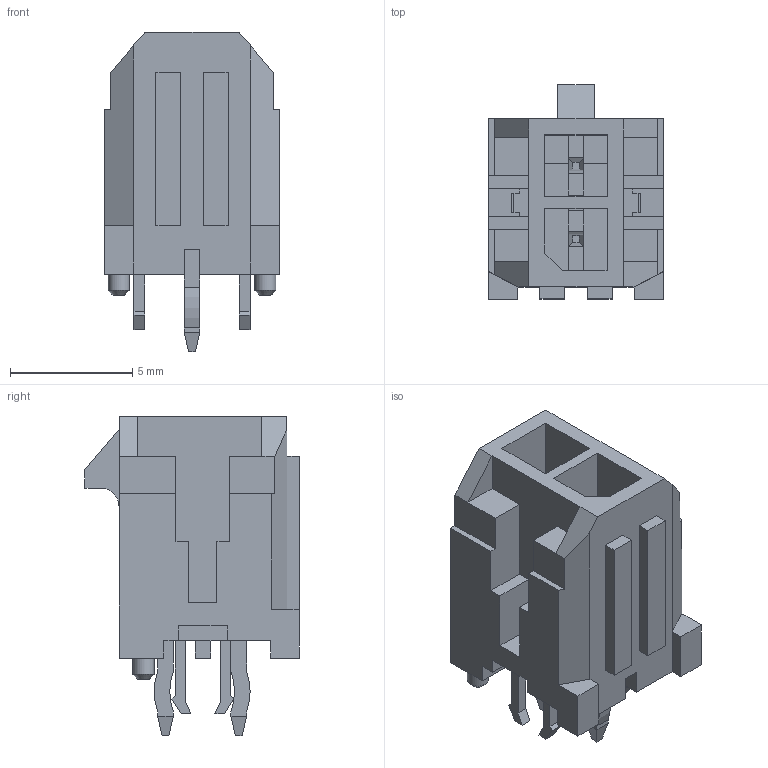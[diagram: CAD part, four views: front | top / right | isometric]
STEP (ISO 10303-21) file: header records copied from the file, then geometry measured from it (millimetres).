
FILE_DESCRIPTION( ( '' ), ' ' );
FILE_NAME( '595cadaacbb13b0f5debc128.step', '2017-07-05T09:14:05', ( '' ), ( '' ), ' ', ' ', ' ' );
FILE_SCHEMA( ( 'AUTOMOTIVE_DESIGN { 1 0 10303 214 1 1 1 1 }' ) );
Length unit declared in the file: metre
Products named in the file (1): 1
Bounding box: 7.15 x 8.77 x 13.09 mm (x, y, z)
Surface area: 604.8 mm2 (no closed solid volume)
Topology: 0 solids, 184 shells, 184 faces, 979 edges, 975 vertices
Faces by surface type: plane 175, cylinder 7, cone 2
Full cylindrical faces by diameter (mm): 0.86 x2
Entity records: 10814 total; most frequent: CARTESIAN_POINT 2131, DIRECTION 1375, ORIENTED_EDGE 973, EDGE_CURVE 973, VERTEX_POINT 973, LINE 941, VECTOR 941, AXIS2_PLACEMENT_3D 217
